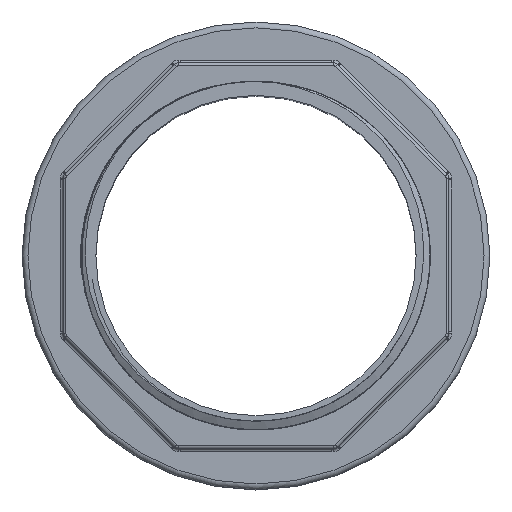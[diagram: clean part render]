
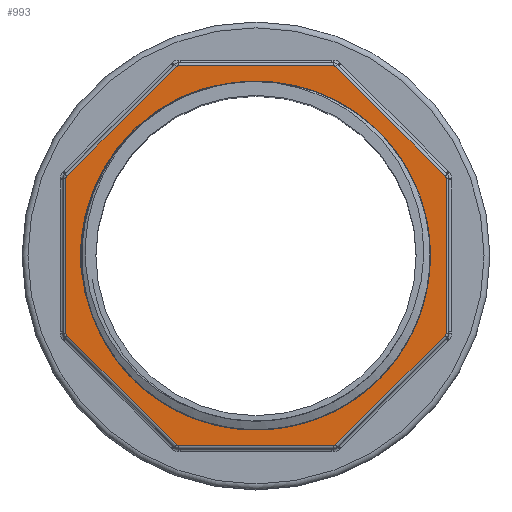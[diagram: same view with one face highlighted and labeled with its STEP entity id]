
A CAD part, top view. The second image highlights one B-rep face of the part: STEP entity #993.
In plain terms, the highlighted planar face has unit normal (0, 0, 1).
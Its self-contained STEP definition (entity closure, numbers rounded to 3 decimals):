
#993=ADVANCED_FACE('',(#4215,#4216),#1613,.T.);
#1613=PLANE('',#11052);
#1902=LINE('',#13929,#2476);
#1903=LINE('',#13933,#2477);
#1904=LINE('',#13937,#2478);
#1905=LINE('',#13941,#2479);
#1906=LINE('',#13945,#2480);
#1907=LINE('',#13949,#2481);
#1908=LINE('',#13953,#2482);
#1909=LINE('',#13957,#2483);
#2476=VECTOR('',#11691,1.);
#2477=VECTOR('',#11694,1.);
#2478=VECTOR('',#11697,1.);
#2479=VECTOR('',#11700,1.);
#2480=VECTOR('',#11703,1.);
#2481=VECTOR('',#11706,1.);
#2482=VECTOR('',#11709,1.);
#2483=VECTOR('',#11712,1.);
#3263=B_SPLINE_CURVE_WITH_KNOTS('',3,(#13895,#13896,#13897,#13898,#13899,
#13900,#13901,#13902,#13903,#13904,#13905,#13906,#13907,#13908,#13909,#13910),
 .UNSPECIFIED.,.F.,.F.,(4,2,2,2,2,2,2,4),(0.,0.25,0.375,0.5,0.625,0.75,
0.875,1.),.UNSPECIFIED.);
#3264=B_SPLINE_CURVE_WITH_KNOTS('',3,(#13914,#13915,#13916,#13917,#13918,
#13919,#13920,#13921,#13922,#13923,#13924,#13925),.UNSPECIFIED.,.F.,.F.,
(4,2,2,2,2,4),(0.,0.25,0.5,0.625,0.75,1.),.UNSPECIFIED.);
#4215=FACE_BOUND('',#4345,.T.);
#4216=FACE_BOUND('',#4346,.T.);
#4345=EDGE_LOOP('',(#5088,#5089,#5090,#5091));
#4346=EDGE_LOOP('',(#5092,#5093,#5094,#5095,#5096,#5097,#5098,#5099,#5100,
#5101,#5102,#5103,#5104,#5105,#5106,#5107));
#5088=ORIENTED_EDGE('',*,*,#9287,.F.);
#5089=ORIENTED_EDGE('',*,*,#9288,.F.);
#5090=ORIENTED_EDGE('',*,*,#9289,.T.);
#5091=ORIENTED_EDGE('',*,*,#9290,.F.);
#5092=ORIENTED_EDGE('',*,*,#9291,.F.);
#5093=ORIENTED_EDGE('',*,*,#9292,.T.);
#5094=ORIENTED_EDGE('',*,*,#9293,.F.);
#5095=ORIENTED_EDGE('',*,*,#9294,.T.);
#5096=ORIENTED_EDGE('',*,*,#9295,.F.);
#5097=ORIENTED_EDGE('',*,*,#9296,.T.);
#5098=ORIENTED_EDGE('',*,*,#9297,.F.);
#5099=ORIENTED_EDGE('',*,*,#9298,.T.);
#5100=ORIENTED_EDGE('',*,*,#9299,.F.);
#5101=ORIENTED_EDGE('',*,*,#9300,.T.);
#5102=ORIENTED_EDGE('',*,*,#9301,.F.);
#5103=ORIENTED_EDGE('',*,*,#9302,.T.);
#5104=ORIENTED_EDGE('',*,*,#9303,.F.);
#5105=ORIENTED_EDGE('',*,*,#9304,.T.);
#5106=ORIENTED_EDGE('',*,*,#9305,.F.);
#5107=ORIENTED_EDGE('',*,*,#9306,.T.);
#8246=VERTEX_POINT('',#13893);
#8247=VERTEX_POINT('',#13894);
#8248=VERTEX_POINT('',#13911);
#8249=VERTEX_POINT('',#13913);
#8250=VERTEX_POINT('',#13927);
#8251=VERTEX_POINT('',#13928);
#8252=VERTEX_POINT('',#13930);
#8253=VERTEX_POINT('',#13932);
#8254=VERTEX_POINT('',#13934);
#8255=VERTEX_POINT('',#13936);
#8256=VERTEX_POINT('',#13938);
#8257=VERTEX_POINT('',#13940);
#8258=VERTEX_POINT('',#13942);
#8259=VERTEX_POINT('',#13944);
#8260=VERTEX_POINT('',#13946);
#8261=VERTEX_POINT('',#13948);
#8262=VERTEX_POINT('',#13950);
#8263=VERTEX_POINT('',#13952);
#8264=VERTEX_POINT('',#13954);
#8265=VERTEX_POINT('',#13956);
#9287=EDGE_CURVE('',#8246,#8247,#10823,.T.);
#9288=EDGE_CURVE('',#8248,#8246,#3263,.T.);
#9289=EDGE_CURVE('',#8248,#8249,#10824,.T.);
#9290=EDGE_CURVE('',#8247,#8249,#3264,.T.);
#9291=EDGE_CURVE('',#8250,#8251,#10825,.T.);
#9292=EDGE_CURVE('',#8250,#8252,#1902,.T.);
#9293=EDGE_CURVE('',#8253,#8252,#10826,.T.);
#9294=EDGE_CURVE('',#8253,#8254,#1903,.T.);
#9295=EDGE_CURVE('',#8255,#8254,#10827,.T.);
#9296=EDGE_CURVE('',#8255,#8256,#1904,.T.);
#9297=EDGE_CURVE('',#8257,#8256,#10828,.T.);
#9298=EDGE_CURVE('',#8257,#8258,#1905,.T.);
#9299=EDGE_CURVE('',#8259,#8258,#10829,.T.);
#9300=EDGE_CURVE('',#8259,#8260,#1906,.T.);
#9301=EDGE_CURVE('',#8261,#8260,#10830,.T.);
#9302=EDGE_CURVE('',#8261,#8262,#1907,.T.);
#9303=EDGE_CURVE('',#8263,#8262,#10831,.T.);
#9304=EDGE_CURVE('',#8263,#8264,#1908,.T.);
#9305=EDGE_CURVE('',#8265,#8264,#10832,.T.);
#9306=EDGE_CURVE('',#8265,#8251,#1909,.T.);
#10823=CIRCLE('',#11042,30.);
#10824=CIRCLE('',#11043,28.328);
#10825=CIRCLE('',#11044,0.5);
#10826=CIRCLE('',#11045,0.5);
#10827=CIRCLE('',#11046,0.5);
#10828=CIRCLE('',#11047,0.5);
#10829=CIRCLE('',#11048,0.5);
#10830=CIRCLE('',#11049,0.5);
#10831=CIRCLE('',#11050,0.5);
#10832=CIRCLE('',#11051,0.5);
#11042=AXIS2_PLACEMENT_3D('',#13892,#11685,#11686);
#11043=AXIS2_PLACEMENT_3D('',#13912,#11687,#11688);
#11044=AXIS2_PLACEMENT_3D('',#13926,#11689,#11690);
#11045=AXIS2_PLACEMENT_3D('',#13931,#11692,#11693);
#11046=AXIS2_PLACEMENT_3D('',#13935,#11695,#11696);
#11047=AXIS2_PLACEMENT_3D('',#13939,#11698,#11699);
#11048=AXIS2_PLACEMENT_3D('',#13943,#11701,#11702);
#11049=AXIS2_PLACEMENT_3D('',#13947,#11704,#11705);
#11050=AXIS2_PLACEMENT_3D('',#13951,#11707,#11708);
#11051=AXIS2_PLACEMENT_3D('',#13955,#11710,#11711);
#11052=AXIS2_PLACEMENT_3D('',#13958,#11713,#11714);
#11685=DIRECTION('',(0.,0.,1.));
#11686=DIRECTION('',(-1.,0.,0.));
#11687=DIRECTION('',(0.,0.,-1.));
#11688=DIRECTION('',(1.,0.,0.));
#11689=DIRECTION('',(0.,0.,-1.));
#11690=DIRECTION('',(-1.,0.,0.));
#11691=DIRECTION('',(0.707,-0.707,0.));
#11692=DIRECTION('',(0.,0.,-1.));
#11693=DIRECTION('',(-1.,0.,0.));
#11694=DIRECTION('',(1.,0.,0.));
#11695=DIRECTION('',(0.,0.,-1.));
#11696=DIRECTION('',(-1.,0.,0.));
#11697=DIRECTION('',(0.707,0.707,0.));
#11698=DIRECTION('',(0.,0.,-1.));
#11699=DIRECTION('',(-1.,0.,0.));
#11700=DIRECTION('',(0.,1.,0.));
#11701=DIRECTION('',(0.,0.,-1.));
#11702=DIRECTION('',(-1.,0.,0.));
#11703=DIRECTION('',(-0.707,0.707,0.));
#11704=DIRECTION('',(0.,0.,-1.));
#11705=DIRECTION('',(-1.,0.,0.));
#11706=DIRECTION('',(-1.,0.,0.));
#11707=DIRECTION('',(0.,0.,-1.));
#11708=DIRECTION('',(-1.,0.,0.));
#11709=DIRECTION('',(-0.707,-0.707,0.));
#11710=DIRECTION('',(0.,0.,-1.));
#11711=DIRECTION('',(-1.,0.,0.));
#11712=DIRECTION('',(0.,-1.,0.));
#11713=DIRECTION('',(0.,0.,1.));
#11714=DIRECTION('',(-1.,0.,0.));
#13892=CARTESIAN_POINT('',(0.,-120.,47.));
#13893=CARTESIAN_POINT('',(-29.909,-117.659,47.));
#13894=CARTESIAN_POINT('',(-29.909,-122.341,47.));
#13895=CARTESIAN_POINT('',(28.315,-119.132,47.));
#13896=CARTESIAN_POINT('',(28.231,-111.702,47.));
#13897=CARTESIAN_POINT('',(25.134,-104.451,47.));
#13898=CARTESIAN_POINT('',(17.269,-96.624,47.));
#13899=CARTESIAN_POINT('',(14.159,-94.542,47.));
#13900=CARTESIAN_POINT('',(7.381,-91.677,47.));
#13901=CARTESIAN_POINT('',(3.698,-90.896,47.));
#13902=CARTESIAN_POINT('',(-3.639,-90.75,47.));
#13903=CARTESIAN_POINT('',(-7.359,-91.387,47.));
#13904=CARTESIAN_POINT('',(-14.228,-93.952,47.));
#13905=CARTESIAN_POINT('',(-17.454,-95.909,47.));
#13906=CARTESIAN_POINT('',(-22.913,-100.813,47.));
#13907=CARTESIAN_POINT('',(-25.197,-103.802,47.));
#13908=CARTESIAN_POINT('',(-28.507,-110.37,47.));
#13909=CARTESIAN_POINT('',(-29.551,-113.968,47.));
#13910=CARTESIAN_POINT('',(-29.909,-117.659,47.));
#13911=CARTESIAN_POINT('',(28.315,-119.132,47.));
#13912=CARTESIAN_POINT('',(0.,-120.,47.));
#13913=CARTESIAN_POINT('',(28.315,-120.868,47.));
#13914=CARTESIAN_POINT('',(-29.909,-122.341,47.));
#13915=CARTESIAN_POINT('',(-29.192,-129.736,47.));
#13916=CARTESIAN_POINT('',(-25.675,-136.707,47.));
#13917=CARTESIAN_POINT('',(-14.687,-146.576,47.));
#13918=CARTESIAN_POINT('',(-7.351,-149.331,47.));
#13919=CARTESIAN_POINT('',(3.761,-149.099,47.));
#13920=CARTESIAN_POINT('',(7.409,-148.316,47.));
#13921=CARTESIAN_POINT('',(14.196,-145.438,47.));
#13922=CARTESIAN_POINT('',(17.312,-143.338,47.));
#13923=CARTESIAN_POINT('',(25.115,-135.556,47.));
#13924=CARTESIAN_POINT('',(28.231,-128.295,47.));
#13925=CARTESIAN_POINT('',(28.315,-120.868,47.));
#13926=CARTESIAN_POINT('',(-32.,-133.255,47.));
#13927=CARTESIAN_POINT('',(-32.354,-133.608,47.));
#13928=CARTESIAN_POINT('',(-32.5,-133.255,47.));
#13929=CARTESIAN_POINT('',(-22.981,-142.981,47.));
#13930=CARTESIAN_POINT('',(-13.608,-152.354,47.));
#13931=CARTESIAN_POINT('',(-13.255,-152.,47.));
#13932=CARTESIAN_POINT('',(-13.255,-152.5,47.));
#13933=CARTESIAN_POINT('',(0.,-152.5,47.));
#13934=CARTESIAN_POINT('',(13.255,-152.5,47.));
#13935=CARTESIAN_POINT('',(13.255,-152.,47.));
#13936=CARTESIAN_POINT('',(13.608,-152.354,47.));
#13937=CARTESIAN_POINT('',(22.981,-142.981,47.));
#13938=CARTESIAN_POINT('',(32.354,-133.608,47.));
#13939=CARTESIAN_POINT('',(32.,-133.255,47.));
#13940=CARTESIAN_POINT('',(32.5,-133.255,47.));
#13941=CARTESIAN_POINT('',(32.5,-120.,47.));
#13942=CARTESIAN_POINT('',(32.5,-106.745,47.));
#13943=CARTESIAN_POINT('',(32.,-106.745,47.));
#13944=CARTESIAN_POINT('',(32.354,-106.392,47.));
#13945=CARTESIAN_POINT('',(22.981,-97.019,47.));
#13946=CARTESIAN_POINT('',(13.608,-87.646,47.));
#13947=CARTESIAN_POINT('',(13.255,-88.,47.));
#13948=CARTESIAN_POINT('',(13.255,-87.5,47.));
#13949=CARTESIAN_POINT('',(0.,-87.5,47.));
#13950=CARTESIAN_POINT('',(-13.255,-87.5,47.));
#13951=CARTESIAN_POINT('',(-13.255,-88.,47.));
#13952=CARTESIAN_POINT('',(-13.608,-87.646,47.));
#13953=CARTESIAN_POINT('',(-22.981,-97.019,47.));
#13954=CARTESIAN_POINT('',(-32.354,-106.392,47.));
#13955=CARTESIAN_POINT('',(-32.,-106.745,47.));
#13956=CARTESIAN_POINT('',(-32.5,-106.745,47.));
#13957=CARTESIAN_POINT('',(-32.5,-120.,47.));
#13958=CARTESIAN_POINT('',(0.,-120.,47.));
